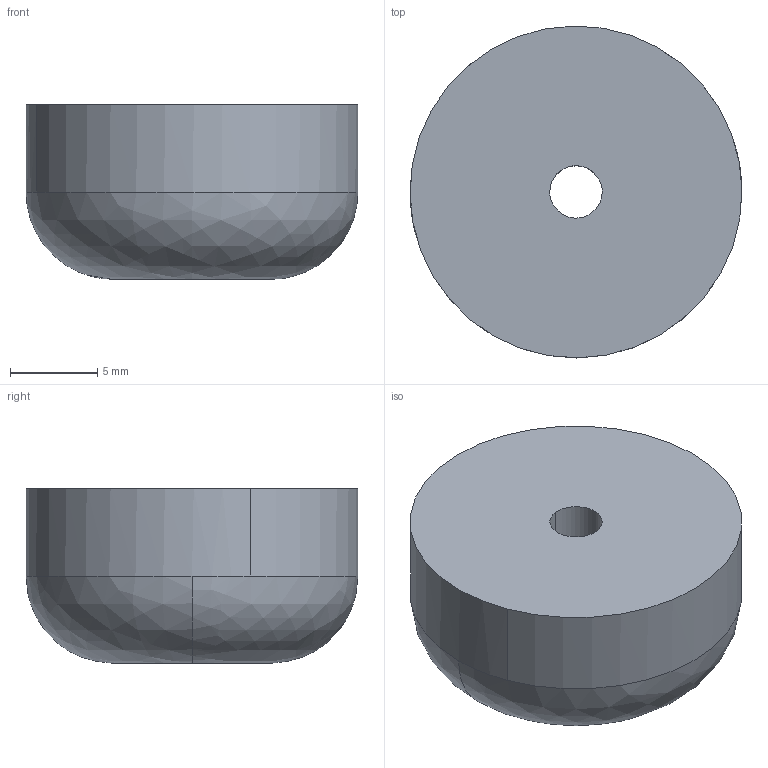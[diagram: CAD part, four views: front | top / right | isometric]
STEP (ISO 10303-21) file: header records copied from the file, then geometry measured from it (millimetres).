
FILE_DESCRIPTION( (''), '2;1');
FILE_NAME ('PC50.8404.TM_SK_1910_13818.stp','2019-12-20T12:48:28',(''),(''),'spGate 15.6.1','','');
FILE_SCHEMA (('AUTOMOTIVE_DESIGN'));
Length unit declared in the file: millimetre
Products named in the file (3): Assembly; washer; rubber foot
Assembly tree (2 placements, depth 2):
  Assembly
    washer
    rubber foot
Bounding box: 19 x 19 x 10 mm (x, y, z)
Volume: 2324.8 mm3; surface area: 1359.4 mm2
Topology: 2 solids, 2 shells, 20 faces, 42 edges, 28 vertices
Faces by surface type: cylinder 12, plane 6, bspline 2
Entity records: 1028 total; most frequent: CARTESIAN_POINT 164, DIRECTION 104, ORIENTED_EDGE 84, COLOUR_RGB 64, PRESENTATION_STYLE_ASSIGNMENT 64, STYLED_ITEM 64, AXIS2_PLACEMENT_3D 52, EDGE_CURVE 42
